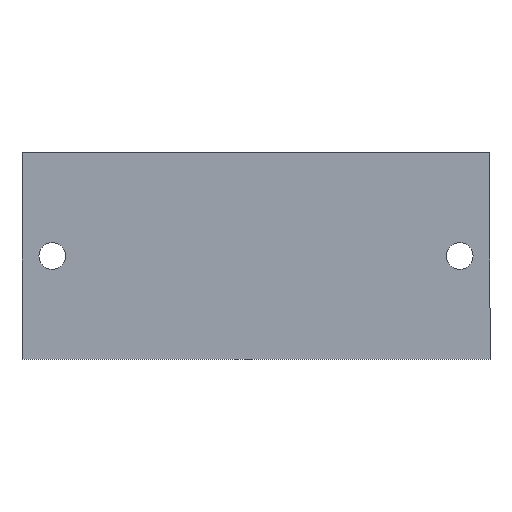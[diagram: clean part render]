
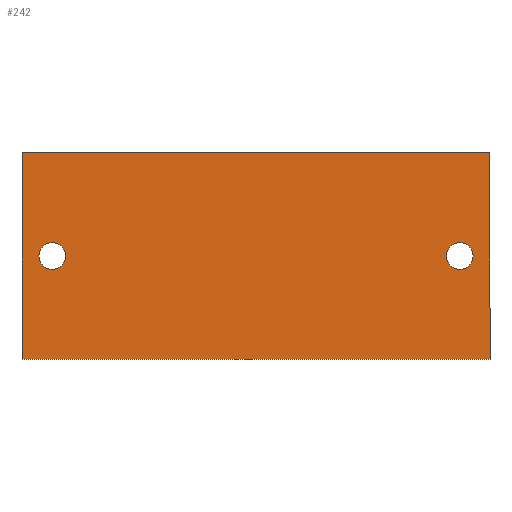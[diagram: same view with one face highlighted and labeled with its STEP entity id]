
A CAD part, top view. The second image highlights one B-rep face of the part: STEP entity #242.
In plain terms, the highlighted planar face has unit normal (0, 0, 1).
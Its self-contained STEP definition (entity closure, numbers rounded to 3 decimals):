
#3 = CARTESIAN_POINT ( 'NONE',  ( -22.4, 9.9, 1.5 ) ) ;
#9 = ORIENTED_EDGE ( 'NONE', *, *, #159, .F. ) ;
#28 = EDGE_LOOP ( 'NONE', ( #9, #127 ) ) ;
#39 = ORIENTED_EDGE ( 'NONE', *, *, #50, .T. ) ;
#50 = EDGE_CURVE ( 'NONE', #92, #206, #148, .T. ) ;
#60 = DIRECTION ( 'NONE',  ( 0., 0., -1. ) ) ;
#66 = EDGE_LOOP ( 'NONE', ( #470, #401 ) ) ;
#68 = LINE ( 'NONE', #3, #109 ) ;
#74 = CIRCLE ( 'NONE', #370, 1.275 ) ;
#85 = DIRECTION ( 'NONE',  ( 0., 1., 0. ) ) ;
#88 = LINE ( 'NONE', #383, #452 ) ;
#92 = VERTEX_POINT ( 'NONE', #156 ) ;
#109 = VECTOR ( 'NONE', #143, 1000. ) ;
#121 = DIRECTION ( 'NONE',  ( 0., 0., 1. ) ) ;
#124 = DIRECTION ( 'NONE',  ( 0., 0., 1. ) ) ;
#127 = ORIENTED_EDGE ( 'NONE', *, *, #173, .F. ) ;
#132 = CARTESIAN_POINT ( 'NONE',  ( 0., 0., 1.5 ) ) ;
#133 = ORIENTED_EDGE ( 'NONE', *, *, #145, .T. ) ;
#136 = VERTEX_POINT ( 'NONE', #266 ) ;
#143 = DIRECTION ( 'NONE',  ( 0., -1., 0. ) ) ;
#145 = EDGE_CURVE ( 'NONE', #476, #92, #88, .T. ) ;
#148 = LINE ( 'NONE', #217, #290 ) ;
#150 = EDGE_CURVE ( 'NONE', #274, #326, #344, .T. ) ;
#156 = CARTESIAN_POINT ( 'NONE',  ( 22.4, 9.9, 1.5 ) ) ;
#159 = EDGE_CURVE ( 'NONE', #136, #248, #181, .T. ) ;
#164 = DIRECTION ( 'NONE',  ( 0., 0., -1. ) ) ;
#167 = AXIS2_PLACEMENT_3D ( 'NONE', #238, #60, #208 ) ;
#173 = EDGE_CURVE ( 'NONE', #248, #136, #74, .T. ) ;
#177 = LINE ( 'NONE', #324, #252 ) ;
#179 = EDGE_LOOP ( 'NONE', ( #133, #39, #437, #187 ) ) ;
#181 = CIRCLE ( 'NONE', #297, 1.275 ) ;
#187 = ORIENTED_EDGE ( 'NONE', *, *, #471, .T. ) ;
#197 = DIRECTION ( 'NONE',  ( 1., 0., 0. ) ) ;
#200 = CARTESIAN_POINT ( 'NONE',  ( 19.5, 0., 1.5 ) ) ;
#206 = VERTEX_POINT ( 'NONE', #343 ) ;
#208 = DIRECTION ( 'NONE',  ( -1., 0., 0. ) ) ;
#212 = DIRECTION ( 'NONE',  ( 0., 0., 1. ) ) ;
#217 = CARTESIAN_POINT ( 'NONE',  ( -22.4, 9.9, 1.5 ) ) ;
#235 = DIRECTION ( 'NONE',  ( 1., 0., 0. ) ) ;
#237 = CARTESIAN_POINT ( 'NONE',  ( 22.4, -9.9, 1.5 ) ) ;
#238 = CARTESIAN_POINT ( 'NONE',  ( 19.5, 0., 1.5 ) ) ;
#241 = AXIS2_PLACEMENT_3D ( 'NONE', #132, #212, #441 ) ;
#242 = ADVANCED_FACE ( 'NONE', ( #387, #354, #315 ), #477, .T. ) ;
#248 = VERTEX_POINT ( 'NONE', #400 ) ;
#252 = VECTOR ( 'NONE', #235, 1000. ) ;
#266 = CARTESIAN_POINT ( 'NONE',  ( -18.225, 0., 1.5 ) ) ;
#274 = VERTEX_POINT ( 'NONE', #396 ) ;
#278 = EDGE_CURVE ( 'NONE', #326, #274, #298, .T. ) ;
#281 = AXIS2_PLACEMENT_3D ( 'NONE', #200, #164, #422 ) ;
#290 = VECTOR ( 'NONE', #328, 1000. ) ;
#297 = AXIS2_PLACEMENT_3D ( 'NONE', #309, #124, #349 ) ;
#298 = CIRCLE ( 'NONE', #167, 1.275 ) ;
#307 = CARTESIAN_POINT ( 'NONE',  ( -22.4, -9.9, 1.5 ) ) ;
#309 = CARTESIAN_POINT ( 'NONE',  ( -19.5, 0., 1.5 ) ) ;
#315 = FACE_OUTER_BOUND ( 'NONE', #179, .T. ) ;
#324 = CARTESIAN_POINT ( 'NONE',  ( -22.4, -9.9, 1.5 ) ) ;
#326 = VERTEX_POINT ( 'NONE', #456 ) ;
#328 = DIRECTION ( 'NONE',  ( -1., 0., 0. ) ) ;
#333 = EDGE_CURVE ( 'NONE', #206, #444, #68, .T. ) ;
#343 = CARTESIAN_POINT ( 'NONE',  ( -22.4, 9.9, 1.5 ) ) ;
#344 = CIRCLE ( 'NONE', #281, 1.275 ) ;
#349 = DIRECTION ( 'NONE',  ( 1., 0., 0. ) ) ;
#354 = FACE_BOUND ( 'NONE', #28, .T. ) ;
#370 = AXIS2_PLACEMENT_3D ( 'NONE', #430, #121, #197 ) ;
#383 = CARTESIAN_POINT ( 'NONE',  ( 22.4, 9.9, 1.5 ) ) ;
#387 = FACE_BOUND ( 'NONE', #66, .T. ) ;
#396 = CARTESIAN_POINT ( 'NONE',  ( 20.775, 0., 1.5 ) ) ;
#400 = CARTESIAN_POINT ( 'NONE',  ( -20.775, 0., 1.5 ) ) ;
#401 = ORIENTED_EDGE ( 'NONE', *, *, #278, .T. ) ;
#422 = DIRECTION ( 'NONE',  ( -1., 0., 0. ) ) ;
#430 = CARTESIAN_POINT ( 'NONE',  ( -19.5, 0., 1.5 ) ) ;
#437 = ORIENTED_EDGE ( 'NONE', *, *, #333, .T. ) ;
#441 = DIRECTION ( 'NONE',  ( 1., 0., 0. ) ) ;
#444 = VERTEX_POINT ( 'NONE', #307 ) ;
#452 = VECTOR ( 'NONE', #85, 1000. ) ;
#456 = CARTESIAN_POINT ( 'NONE',  ( 18.225, 0., 1.5 ) ) ;
#470 = ORIENTED_EDGE ( 'NONE', *, *, #150, .T. ) ;
#471 = EDGE_CURVE ( 'NONE', #444, #476, #177, .T. ) ;
#476 = VERTEX_POINT ( 'NONE', #237 ) ;
#477 = PLANE ( 'NONE',  #241 ) ;
